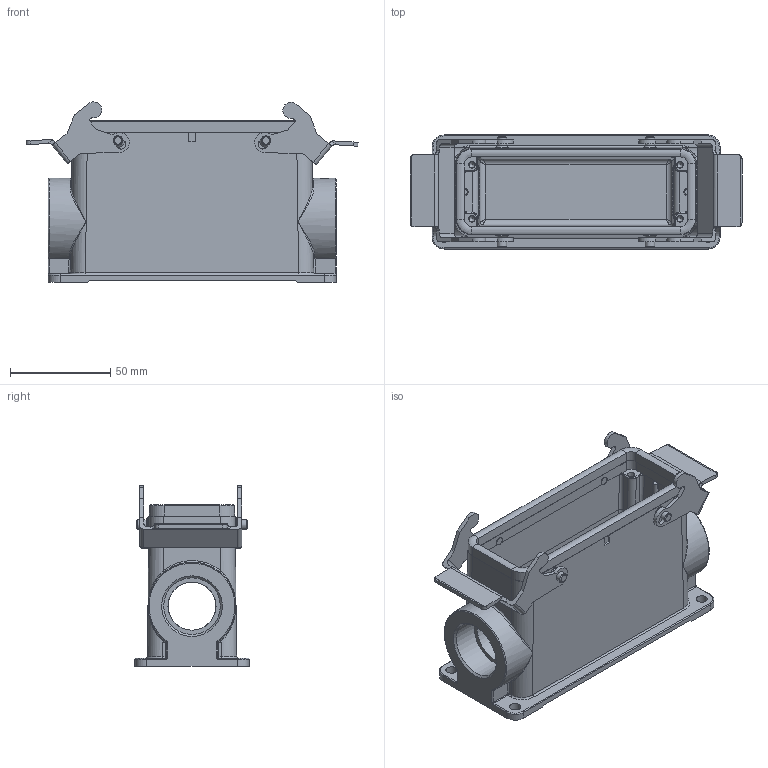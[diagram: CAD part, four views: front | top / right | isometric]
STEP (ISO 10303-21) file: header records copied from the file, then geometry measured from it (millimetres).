
FILE_DESCRIPTION((''),'2;1');
FILE_NAME('04300240230.stp','2020-07-07T16:00:20',('e.eickhoff'),(''),'Autodesk Inventor 2012','Autodesk Inventor 2012','');
FILE_SCHEMA(('AUTOMOTIVE_DESIGN { 1 0 10303 214 1 1 1 1 }'));
Length unit declared in the file: millimetre
Products named in the file (3): 04300240230; Metallbügel Quer
Assembly tree (3 placements, depth 2):
  04300240230
    04300240230
    Metallbügel Quer  x2
Bounding box: 166 x 57 x 90.12 mm (x, y, z)
Volume: 179475.5 mm3; surface area: 78412.7 mm2
Topology: 3 solids, 3 shells, 501 faces, 1296 edges, 812 vertices
Faces by surface type: plane 222, cylinder 185, bspline 48, torus 22, cone 20, sphere 4
Full cylindrical faces by diameter (mm): 0.66 x1, 0.78 x1, 3 x4, 4 x4, 4.75 x4, 5.6 x4, 6.725 x4, 24 x2, 28.3 x2
Entity records: 16024 total; most frequent: CARTESIAN_POINT 5087, DIRECTION 2303, ORIENTED_EDGE 2150, EDGE_CURVE 1075, AXIS2_PLACEMENT_3D 878, VERTEX_POINT 698, VECTOR 547, LINE 547
